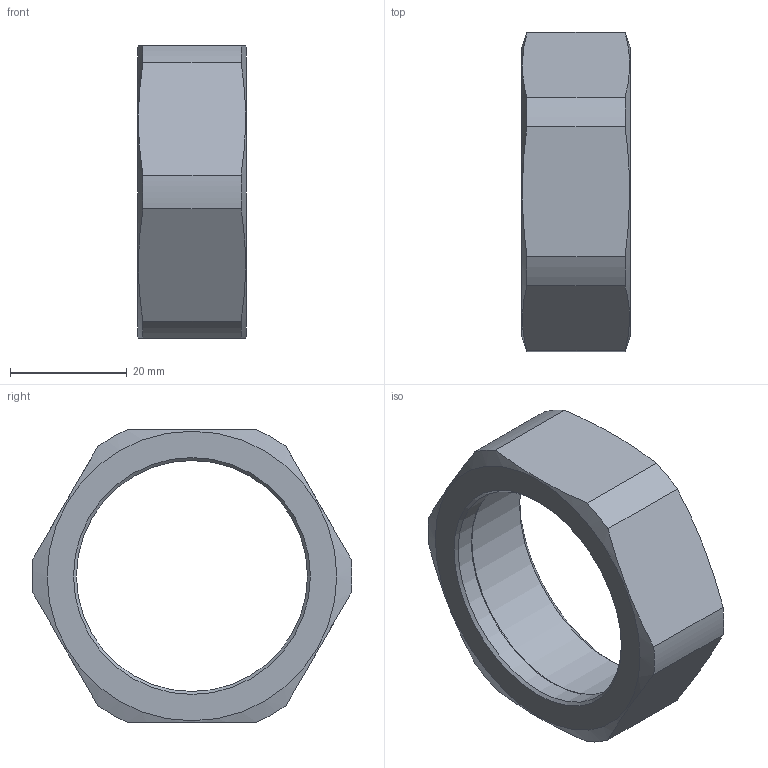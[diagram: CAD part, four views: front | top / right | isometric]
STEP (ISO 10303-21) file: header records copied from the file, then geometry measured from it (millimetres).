
FILE_DESCRIPTION(/* description */ (''),/* implementation_level */ '2;1');
FILE_NAME(/* name */ '3D_R134-M-DN25_171011620.stp',/* time_stamp */ '2021-06-16T14:46:47+02:00',/* author */ ('cad'),/* organization */ (''),/* preprocessor_version */ 'ST-DEVELOPER v18.1',/* originating_system */ 'Autodesk Inventor 2022',/* authorisation */ '');
FILE_SCHEMA (('AUTOMOTIVE_DESIGN { 1 0 10303 214 3 1 1 }'));
Length unit declared in the file: millimetre
Products named in the file (1): 3D_R134-M-DN25_171011620
Bounding box: 18.5 x 54.68 x 50 mm (x, y, z)
Volume: 12999.4 mm3; surface area: 7107 mm2
Topology: 1 solids, 1 shells, 23 faces, 58 edges, 38 vertices
Faces by surface type: plane 9, cylinder 8, cone 4, torus 2
Full cylindrical faces by diameter (mm): 39.5 x1, 43.376 x1
Entity records: 737 total; most frequent: CARTESIAN_POINT 144, DIRECTION 122, ORIENTED_EDGE 116, EDGE_CURVE 58, AXIS2_PLACEMENT_3D 52, VERTEX_POINT 38, CIRCLE 28, EDGE_LOOP 26
